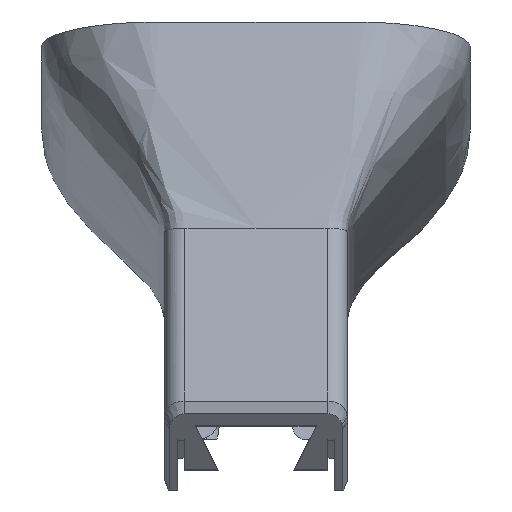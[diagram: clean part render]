
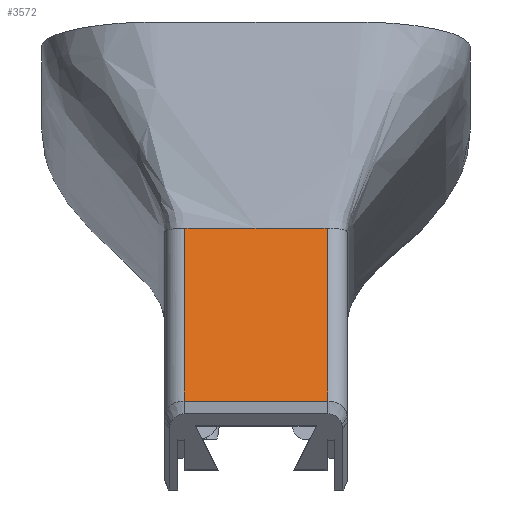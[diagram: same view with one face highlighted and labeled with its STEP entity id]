
A CAD part, left-side view. The second image highlights one B-rep face of the part: STEP entity #3572.
In plain terms, the highlighted planar face has unit normal (-0.976, 0, 0.216).
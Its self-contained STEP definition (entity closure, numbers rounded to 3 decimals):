
#97=PLANE('',#3798);
#222=FACE_OUTER_BOUND('',#408,.T.);
#408=EDGE_LOOP('',(#2686,#2687,#2688,#2689,#2690,#2691,#2692,#2693,#2694));
#692=B_SPLINE_CURVE_WITH_KNOTS('',3,(#8089,#8090,#8091,#8092),
 .UNSPECIFIED.,.F.,.F.,(4,4),(0.947,0.949),
 .UNSPECIFIED.);
#693=B_SPLINE_CURVE_WITH_KNOTS('',3,(#8094,#8095,#8096,#8097,#8098),
 .UNSPECIFIED.,.F.,.F.,(4,1,4),(0.949,0.949,0.951),
 .UNSPECIFIED.);
#694=B_SPLINE_CURVE_WITH_KNOTS('',3,(#8100,#8101,#8102,#8103),
 .UNSPECIFIED.,.F.,.F.,(4,4),(0.951,1.),.UNSPECIFIED.);
#695=B_SPLINE_CURVE_WITH_KNOTS('',3,(#8105,#8106,#8107,#8108),
 .UNSPECIFIED.,.F.,.F.,(4,4),(0.,0.049),.UNSPECIFIED.);
#696=B_SPLINE_CURVE_WITH_KNOTS('',3,(#8110,#8111,#8112,#8113,#8114),
 .UNSPECIFIED.,.F.,.F.,(4,1,4),(0.049,0.051,0.051),
 .UNSPECIFIED.);
#697=B_SPLINE_CURVE_WITH_KNOTS('',3,(#8115,#8116,#8117,#8118),
 .UNSPECIFIED.,.F.,.F.,(4,4),(0.051,0.053),
 .UNSPECIFIED.);
#935=LINE('',#7917,#1212);
#942=LINE('',#8085,#1219);
#943=LINE('',#8087,#1220);
#1212=VECTOR('',#4188,10.);
#1219=VECTOR('',#4199,10.);
#1220=VECTOR('',#4200,10.);
#1536=VERTEX_POINT('',#7909);
#1537=VERTEX_POINT('',#7916);
#1551=VERTEX_POINT('',#8084);
#1552=VERTEX_POINT('',#8086);
#1553=VERTEX_POINT('',#8088);
#1554=VERTEX_POINT('',#8093);
#1555=VERTEX_POINT('',#8099);
#1556=VERTEX_POINT('',#8104);
#1557=VERTEX_POINT('',#8109);
#1976=EDGE_CURVE('',#1536,#1537,#935,.T.);
#1993=EDGE_CURVE('',#1551,#1536,#942,.T.);
#1994=EDGE_CURVE('',#1552,#1551,#943,.T.);
#1995=EDGE_CURVE('',#1552,#1553,#692,.T.);
#1996=EDGE_CURVE('',#1553,#1554,#693,.T.);
#1997=EDGE_CURVE('',#1554,#1555,#694,.T.);
#1998=EDGE_CURVE('',#1555,#1556,#695,.T.);
#1999=EDGE_CURVE('',#1556,#1557,#696,.T.);
#2000=EDGE_CURVE('',#1557,#1537,#697,.T.);
#2686=ORIENTED_EDGE('',*,*,#1976,.F.);
#2687=ORIENTED_EDGE('',*,*,#1993,.F.);
#2688=ORIENTED_EDGE('',*,*,#1994,.F.);
#2689=ORIENTED_EDGE('',*,*,#1995,.T.);
#2690=ORIENTED_EDGE('',*,*,#1996,.T.);
#2691=ORIENTED_EDGE('',*,*,#1997,.T.);
#2692=ORIENTED_EDGE('',*,*,#1998,.T.);
#2693=ORIENTED_EDGE('',*,*,#1999,.T.);
#2694=ORIENTED_EDGE('',*,*,#2000,.T.);
#3572=ADVANCED_FACE('',(#222),#97,.T.);
#3798=AXIS2_PLACEMENT_3D('',#8083,#4197,#4198);
#4188=DIRECTION('',(0.216,0.,0.976));
#4197=DIRECTION('center_axis',(-0.976,0.,0.216));
#4198=DIRECTION('ref_axis',(0.216,0.,0.976));
#4199=DIRECTION('',(0.,1.,0.));
#4200=DIRECTION('',(-0.216,0.,-0.976));
#7909=CARTESIAN_POINT('',(-77.796,11.404,169.905));
#7916=CARTESIAN_POINT('',(-71.802,11.404,196.94));
#7917=CARTESIAN_POINT('',(-79.454,11.404,162.423));
#8083=CARTESIAN_POINT('Origin',(-79.797,0.154,160.876));
#8084=CARTESIAN_POINT('',(-77.796,-11.096,169.905));
#8085=CARTESIAN_POINT('',(-77.796,12.279,169.905));
#8086=CARTESIAN_POINT('',(-71.802,-11.096,196.94));
#8087=CARTESIAN_POINT('',(-79.454,-11.096,162.423));
#8088=CARTESIAN_POINT('',(-71.802,-10.815,196.94));
#8089=CARTESIAN_POINT('Ctrl Pts',(-71.802,-11.096,196.94));
#8090=CARTESIAN_POINT('Ctrl Pts',(-71.802,-11.002,196.94));
#8091=CARTESIAN_POINT('Ctrl Pts',(-71.802,-10.908,196.94));
#8092=CARTESIAN_POINT('Ctrl Pts',(-71.802,-10.815,196.94));
#8093=CARTESIAN_POINT('',(-71.802,-10.293,196.94));
#8094=CARTESIAN_POINT('Ctrl Pts',(-71.802,-10.815,196.94));
#8095=CARTESIAN_POINT('Ctrl Pts',(-71.802,-10.775,196.94));
#8096=CARTESIAN_POINT('Ctrl Pts',(-71.802,-10.601,196.94));
#8097=CARTESIAN_POINT('Ctrl Pts',(-71.802,-10.427,196.94));
#8098=CARTESIAN_POINT('Ctrl Pts',(-71.802,-10.293,196.94));
#8099=CARTESIAN_POINT('',(-71.802,0.154,196.94));
#8100=CARTESIAN_POINT('Ctrl Pts',(-71.802,-10.293,196.94));
#8101=CARTESIAN_POINT('Ctrl Pts',(-71.802,-6.811,196.94));
#8102=CARTESIAN_POINT('Ctrl Pts',(-71.802,-3.329,196.94));
#8103=CARTESIAN_POINT('Ctrl Pts',(-71.802,0.154,196.94));
#8104=CARTESIAN_POINT('',(-71.802,10.601,196.94));
#8105=CARTESIAN_POINT('Ctrl Pts',(-71.802,0.154,196.94));
#8106=CARTESIAN_POINT('Ctrl Pts',(-71.802,3.636,196.94));
#8107=CARTESIAN_POINT('Ctrl Pts',(-71.802,7.118,196.94));
#8108=CARTESIAN_POINT('Ctrl Pts',(-71.802,10.601,196.94));
#8109=CARTESIAN_POINT('',(-71.802,11.122,196.94));
#8110=CARTESIAN_POINT('Ctrl Pts',(-71.802,10.601,196.94));
#8111=CARTESIAN_POINT('Ctrl Pts',(-71.802,10.735,196.94));
#8112=CARTESIAN_POINT('Ctrl Pts',(-71.802,10.908,196.94));
#8113=CARTESIAN_POINT('Ctrl Pts',(-71.802,11.082,196.94));
#8114=CARTESIAN_POINT('Ctrl Pts',(-71.802,11.122,196.94));
#8115=CARTESIAN_POINT('Ctrl Pts',(-71.802,11.122,196.94));
#8116=CARTESIAN_POINT('Ctrl Pts',(-71.802,11.216,196.94));
#8117=CARTESIAN_POINT('Ctrl Pts',(-71.802,11.31,196.94));
#8118=CARTESIAN_POINT('Ctrl Pts',(-71.802,11.404,196.94));
